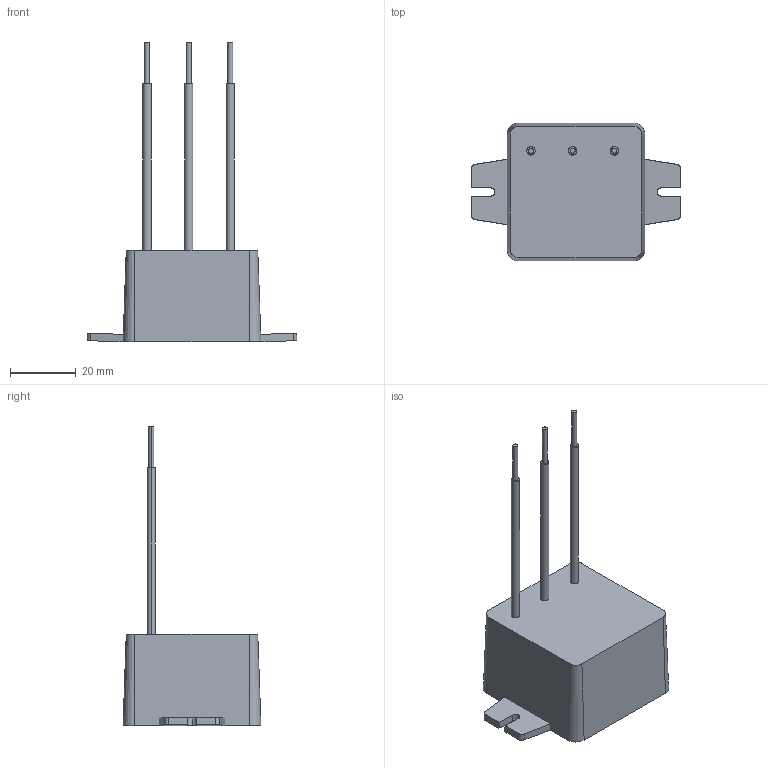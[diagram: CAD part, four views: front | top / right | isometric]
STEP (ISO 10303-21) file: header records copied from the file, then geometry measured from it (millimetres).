
FILE_DESCRIPTION (( 'STEP AP214' ), '1' );
FILE_NAME ('107616.STEP', '2011-07-09T19:18:35', ( 'LALo' ), ( 'Edi Foundation' ), 'SwSTEP 2.0', 'SolidWorks 2011', '' );
FILE_SCHEMA (( 'AUTOMOTIVE_DESIGN' ));
Length unit declared in the file: inch
Products named in the file (1): 107616
Bounding box: 63.91 x 42.08 x 91.44 mm (x, y, z)
Surface area: 10818.8 mm2 (no closed solid volume)
Topology: 0 solids, 69 shells, 69 faces, 342 edges, 342 vertices
Faces by surface type: plane 38, cylinder 27, cone 4
Entity records: 4382 total; most frequent: CARTESIAN_POINT 1624, DIRECTION 442, VERTEX_POINT 342, ORIENTED_EDGE 342, EDGE_CURVE 342, LINE 178, VECTOR 178, AXIS2_PLACEMENT_3D 132
